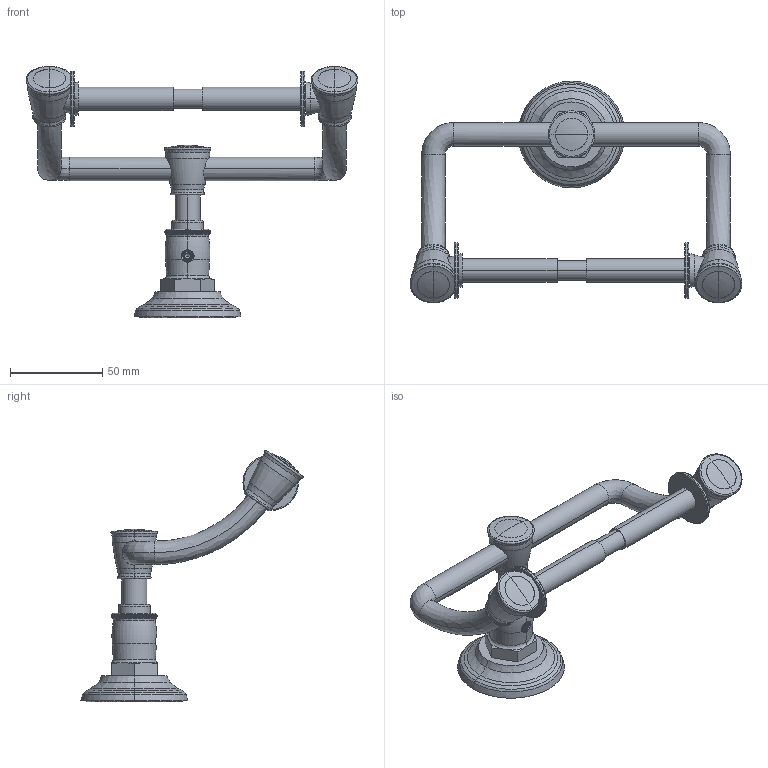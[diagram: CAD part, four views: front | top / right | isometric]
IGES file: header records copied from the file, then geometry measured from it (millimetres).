
Start section:  PTC IGES file: 4809.igs
Global section: file name: 4809.igs; native system: Creo Parametric by Parametric Technology Corporation; preprocessor: 2012230; author: ravindrashirol; organization: Unknown; date: 20140606.171027; units: inch
Bounding box: 179.48 x 120.04 x 135.91 mm (x, y, z)
Surface area: 42625.9 mm2 (no closed solid volume)
Topology: 0 solids, 0 shells, 438 faces, 1970 edges, 1962 vertices
Faces by surface type: bspline 273, revolution 165
